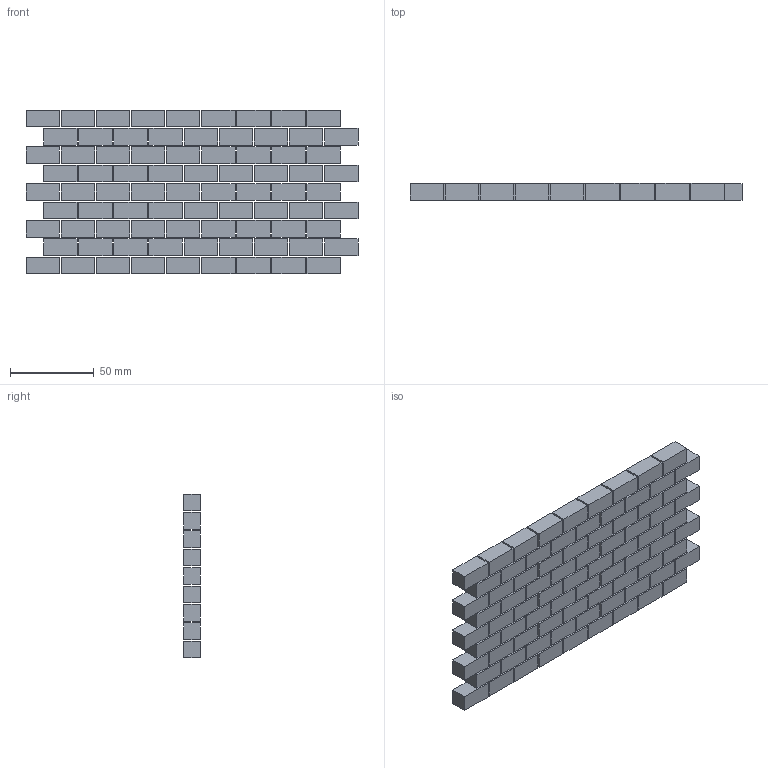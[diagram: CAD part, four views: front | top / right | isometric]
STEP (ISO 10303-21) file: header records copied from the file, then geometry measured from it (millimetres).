
FILE_DESCRIPTION(('Open CASCADE Model'),'2;1');
FILE_NAME('Open CASCADE Shape Model','2024-05-26T22:12:46',('Author'),( 'Open CASCADE'),'Open CASCADE STEP processor 7.7','Open CASCADE 7.7' ,'Unknown');
FILE_SCHEMA(('AUTOMOTIVE_DESIGN { 1 0 10303 214 1 1 1 1 }'));
Length unit declared in the file: millimetre
Products named in the file (82): Open CASCADE STEP translator 7.7 8; Open CASCADE STEP translator 7.7 8.1; Open CASCADE STEP translator 7.7 8.2; Open CASCADE STEP translator 7.7 8.3; Open CASCADE STEP translator 7.7 8.4; Open CASCADE STEP translator 7.7 8.5; Open CASCADE STEP translator 7.7 8.6; Open CASCADE STEP translator 7.7 8.7; Open CASCADE STEP translator 7.7 8.8; Open CASCADE STEP translator 7.7 8.9; Open CASCADE STEP translator 7.7 8.10; Open CASCADE STEP translator 7.7 8.11; Open CASCADE STEP translator 7.7 8.12; Open CASCADE STEP translator 7.7 8.13; Open CASCADE STEP translator 7.7 8.14; Open CASCADE STEP translator 7.7 8.15; Open CASCADE STEP translator 7.7 8.16; Open CASCADE STEP translator 7.7 8.17; Open CASCADE STEP translator 7.7 8.18; Open CASCADE STEP translator 7.7 8.19; Open CASCADE STEP translator 7.7 8.20; Open CASCADE STEP translator 7.7 8.21; Open CASCADE STEP translator 7.7 8.22; Open CASCADE STEP translator 7.7 8.23; Open CASCADE STEP translator 7.7 8.24; Open CASCADE STEP translator 7.7 8.25; Open CASCADE STEP translator 7.7 8.26; Open CASCADE STEP translator 7.7 8.27; Open CASCADE STEP translator 7.7 8.28; Open CASCADE STEP translator 7.7 8.29; Open CASCADE STEP translator 7.7 8.30; Open CASCADE STEP translator 7.7 8.31; Open CASCADE STEP translator 7.7 8.32; Open CASCADE STEP translator 7.7 8.33; Open CASCADE STEP translator 7.7 8.34; Open CASCADE STEP translator 7.7 8.35; Open CASCADE STEP translator 7.7 8.36; Open CASCADE STEP translator 7.7 8.37; Open CASCADE STEP translator 7.7 8.38; Open CASCADE STEP translator 7.7 8.39 ...
Assembly tree (81 placements, depth 2):
  Open CASCADE STEP translator 7.7 8
    Open CASCADE STEP translator 7.7 8.1
    Open CASCADE STEP translator 7.7 8.2
    Open CASCADE STEP translator 7.7 8.3
    Open CASCADE STEP translator 7.7 8.4
    Open CASCADE STEP translator 7.7 8.5
    Open CASCADE STEP translator 7.7 8.6
    Open CASCADE STEP translator 7.7 8.7
    Open CASCADE STEP translator 7.7 8.8
    Open CASCADE STEP translator 7.7 8.9
    Open CASCADE STEP translator 7.7 8.10
    Open CASCADE STEP translator 7.7 8.11
    Open CASCADE STEP translator 7.7 8.12
    Open CASCADE STEP translator 7.7 8.13
    Open CASCADE STEP translator 7.7 8.14
    Open CASCADE STEP translator 7.7 8.15
    Open CASCADE STEP translator 7.7 8.16
    Open CASCADE STEP translator 7.7 8.17
    Open CASCADE STEP translator 7.7 8.18
    Open CASCADE STEP translator 7.7 8.19
    Open CASCADE STEP translator 7.7 8.20
    Open CASCADE STEP translator 7.7 8.21
    Open CASCADE STEP translator 7.7 8.22
    Open CASCADE STEP translator 7.7 8.23
    Open CASCADE STEP translator 7.7 8.24
    Open CASCADE STEP translator 7.7 8.25
    Open CASCADE STEP translator 7.7 8.26
    Open CASCADE STEP translator 7.7 8.27
    Open CASCADE STEP translator 7.7 8.28
    Open CASCADE STEP translator 7.7 8.29
    Open CASCADE STEP translator 7.7 8.30
    Open CASCADE STEP translator 7.7 8.31
    Open CASCADE STEP translator 7.7 8.32
    Open CASCADE STEP translator 7.7 8.33
    Open CASCADE STEP translator 7.7 8.34
    Open CASCADE STEP translator 7.7 8.35
    Open CASCADE STEP translator 7.7 8.36
    Open CASCADE STEP translator 7.7 8.37
    Open CASCADE STEP translator 7.7 8.38
    Open CASCADE STEP translator 7.7 8.39
    Open CASCADE STEP translator 7.7 8.40
    Open CASCADE STEP translator 7.7 8.41
    Open CASCADE STEP translator 7.7 8.42
    Open CASCADE STEP translator 7.7 8.43
    Open CASCADE STEP translator 7.7 8.44
    Open CASCADE STEP translator 7.7 8.45
    Open CASCADE STEP translator 7.7 8.46
    Open CASCADE STEP translator 7.7 8.47
    Open CASCADE STEP translator 7.7 8.48
    Open CASCADE STEP translator 7.7 8.49
    Open CASCADE STEP translator 7.7 8.50
    Open CASCADE STEP translator 7.7 8.51
    Open CASCADE STEP translator 7.7 8.52
    Open CASCADE STEP translator 7.7 8.53
    Open CASCADE STEP translator 7.7 8.54
    Open CASCADE STEP translator 7.7 8.55
    Open CASCADE STEP translator 7.7 8.56
    Open CASCADE STEP translator 7.7 8.57
    Open CASCADE STEP translator 7.7 8.58
    Open CASCADE STEP translator 7.7 8.59
Bounding box: 198.5 x 10 x 98 mm (x, y, z)
Volume: 162000 mm3; surface area: 81000 mm2
Topology: 81 solids, 81 shells, 486 faces, 972 edges, 648 vertices
Faces by surface type: plane 486
Entity records: 26260 total; most frequent: CARTESIAN_POINT 4132, DIRECTION 4052, LINE 2916, VECTOR 2916, ORIENTED_EDGE 1944, PCURVE 1944, DEFINITIONAL_REPRESENTATION 1944, EDGE_CURVE 972
